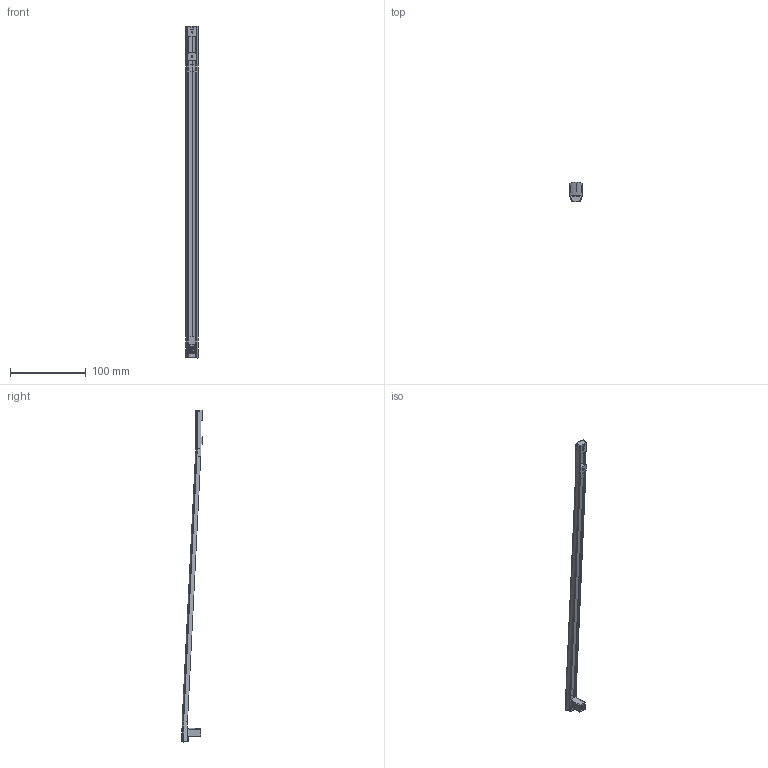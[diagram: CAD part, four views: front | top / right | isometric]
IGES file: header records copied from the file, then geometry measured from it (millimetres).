
Start section: SolidWorks IGES file using analytic representation for surfaces
Global section: file name: Athos Courbe.IGS; native system: SolidWorks 2018; preprocessor: SolidWorks 2018; author: ebischoff; date: 181025.112306; units: millimetre
Bounding box: 16 x 26.5 x 438.5 mm (x, y, z)
Surface area: 30271.9 mm2 (no closed solid volume)
Topology: 0 solids, 0 shells, 415 faces, 4289 edges, 4269 vertices
Faces by surface type: revolution 212, bspline 203
